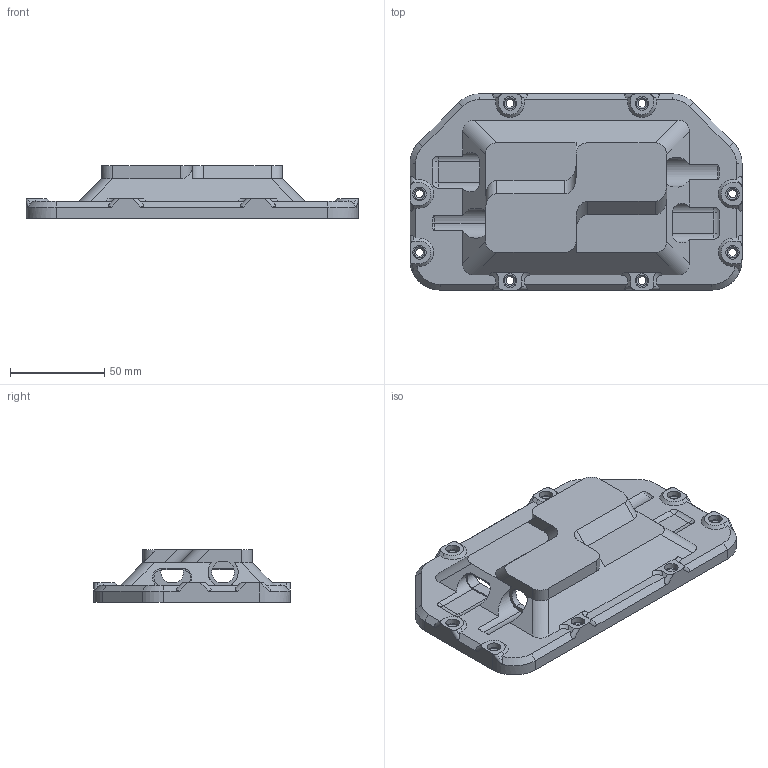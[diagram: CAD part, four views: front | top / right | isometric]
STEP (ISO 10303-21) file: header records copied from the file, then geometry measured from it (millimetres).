
FILE_DESCRIPTION(('HOOPS Exchange Step'),'2;1');
FILE_NAME('temp_export','2021-11-09T22:18:15+19:00',('poastoast'),('Shapr3D Limited'),'HOOPS Exchange 2021.1','Shapr3D','Authorized');
FILE_SCHEMA( ('AP203_CONFIGURATION_CONTROLLED_3D_DESIGN_OF_MECHANICAL_PARTS_AND_ASSEMBLIES_MIM_LF') );
Length unit declared in the file: millimetre
Products named in the file (1): 8820B2BA-F19F-4476-B16D-FAAF38C99748.tmp
Bounding box: 176 x 104 x 28 mm (x, y, z)
Volume: 92347 mm3; surface area: 49299.3 mm2
Topology: 1 solids, 1 shells, 246 faces, 710 edges, 464 vertices
Faces by surface type: plane 112, cylinder 105, cone 20, sphere 4, torus 3, bspline 2
Full cylindrical faces by diameter (mm): 4.2 x8, 7.2 x8
Entity records: 8751 total; most frequent: CARTESIAN_POINT 2003, DIRECTION 1459, ORIENTED_EDGE 1412, EDGE_CURVE 706, AXIS2_PLACEMENT_3D 522, VERTEX_POINT 464, VECTOR 415, LINE 415
